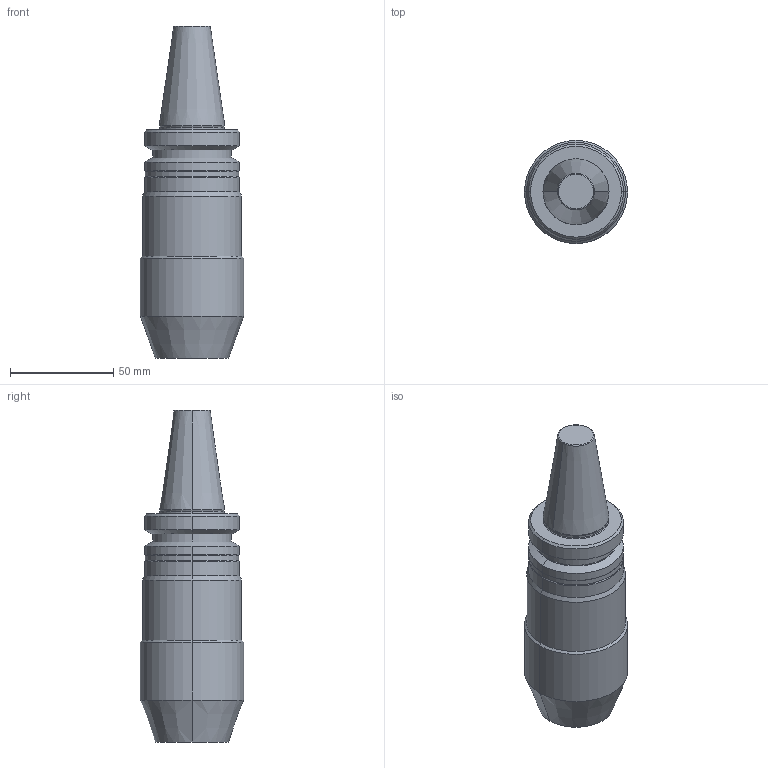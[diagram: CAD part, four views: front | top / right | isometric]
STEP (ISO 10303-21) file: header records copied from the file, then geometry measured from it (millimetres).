
FILE_DESCRIPTION (( 'STEP AP203' ), '1' );
FILE_NAME ('BT30 NCDC 1-13 112.5.STEP', '2019-05-24T07:27:06', ( '' ), ( '' ), 'SwSTEP 2.0', 'SolidWorks 2014', '' );
FILE_SCHEMA (( 'CONFIG_CONTROL_DESIGN' ));
Length unit declared in the file: millimetre
Products named in the file (1): BT30 NCDC  1-13  112.5
Bounding box: 50 x 50 x 160.9 mm (x, y, z)
Volume: 214660.3 mm3; surface area: 23143.3 mm2
Topology: 1 solids, 1 shells, 45 faces, 88 edges, 48 vertices
Faces by surface type: cone 20, cylinder 16, plane 5, torus 4
Entity records: 1215 total; most frequent: DIRECTION 232, CARTESIAN_POINT 182, ORIENTED_EDGE 176, AXIS2_PLACEMENT_3D 98, EDGE_CURVE 88, CIRCLE 52, EDGE_LOOP 48, VERTEX_POINT 48
